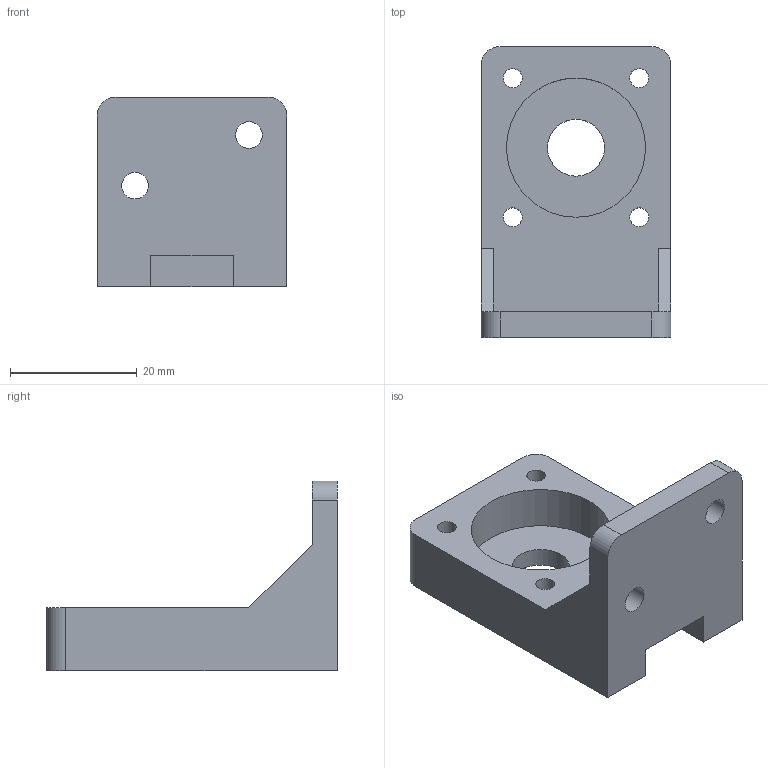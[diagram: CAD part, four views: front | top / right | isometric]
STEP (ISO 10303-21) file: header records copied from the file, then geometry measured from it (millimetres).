
FILE_DESCRIPTION(/* description */ (''),/* implementation_level */ '2;1');
FILE_NAME(/* name */ 'Magneto Z Spindel Halter oben Teil2 v2.step',/* time_stamp */ '2024-10-23T21:08:30+02:00',/* author */ (''),/* organization */ (''),/* preprocessor_version */ 'ST-DEVELOPER v20',/* originating_system */ 'Autodesk Translation Framework v13.20.0.188',/* authorisation */ '');
FILE_SCHEMA (('AUTOMOTIVE_DESIGN { 1 0 10303 214 3 1 1 }'));
Length unit declared in the file: millimetre
Products named in the file (1): Magneto Z Spindel Halter oben Teil2
Bounding box: 30 x 46 x 30 mm (x, y, z)
Volume: 12580.6 mm3; surface area: 6657 mm2
Topology: 1 solids, 1 shells, 29 faces, 78 edges, 52 vertices
Faces by surface type: plane 17, cylinder 12
Full cylindrical faces by diameter (mm): 3 x4, 4.2 x2, 9 x1, 22 x1
Entity records: 977 total; most frequent: DIRECTION 162, CARTESIAN_POINT 160, ORIENTED_EDGE 156, EDGE_CURVE 78, LINE 54, VECTOR 54, AXIS2_PLACEMENT_3D 54, VERTEX_POINT 52
